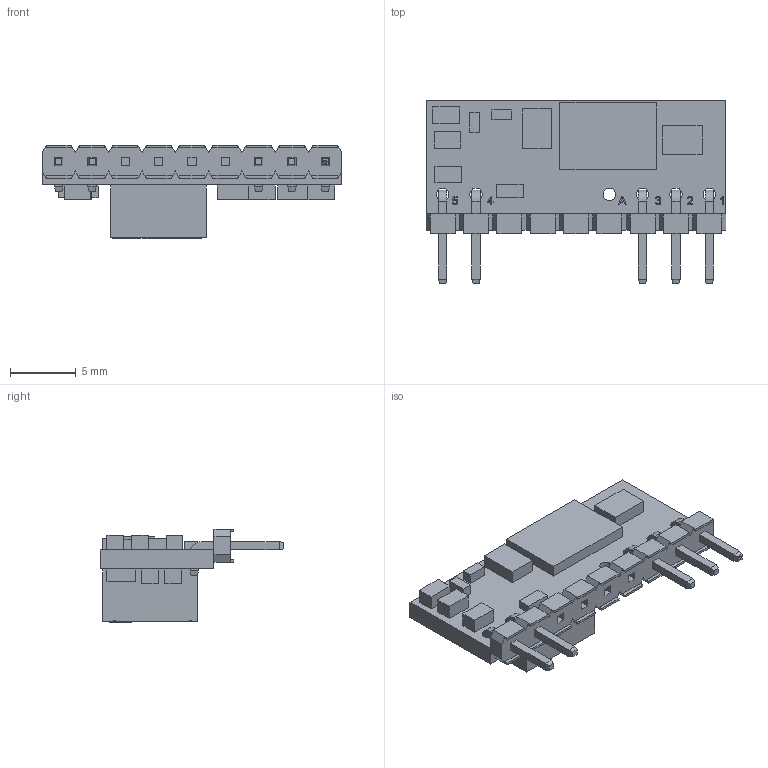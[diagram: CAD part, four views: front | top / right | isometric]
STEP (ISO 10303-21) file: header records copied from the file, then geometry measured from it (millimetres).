
FILE_DESCRIPTION (( 'STEP AP214' ), '1' );
FILE_NAME ('mps_dcdc_okx_t3_d12_a.step', '2014-07-25T13:46:46', ( 'deleteme' ), ( '' ), 'SwSTEP 2.0', 'SolidWorks 2013', '' );
FILE_SCHEMA (( 'AUTOMOTIVE_DESIGN' ));
Length unit declared in the file: inch
Products named in the file (1): mps_dcdc_okx_t3_d12_a
Bounding box: 22.86 x 13.97 x 7.11 mm (x, y, z)
Surface area: 1279.9 mm2 (no closed solid volume)
Topology: 0 solids, 21 shells, 518 faces, 1903 edges, 1336 vertices
Faces by surface type: plane 448, cylinder 48, bspline 22
Full cylindrical faces by diameter (mm): 0.254 x1, 0.263 x1, 0.94 x6
Entity records: 28750 total; most frequent: CARTESIAN_POINT 6315, ORIENTED_EDGE 3029, DIRECTION 3029, EDGE_CURVE 1895, VECTOR 1507, LINE 1507, VERTEX_POINT 1336, AXIS2_PLACEMENT_3D 761
